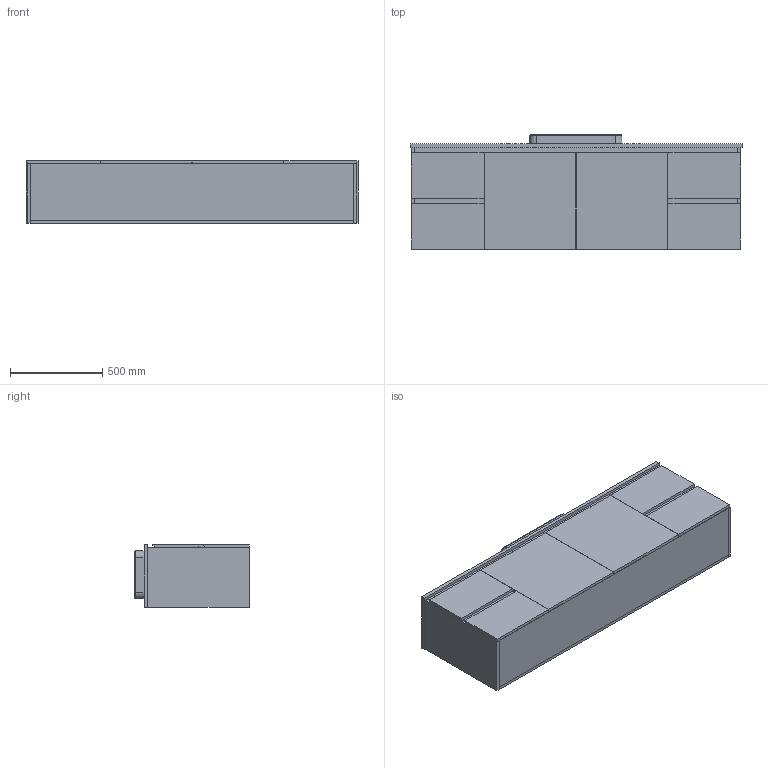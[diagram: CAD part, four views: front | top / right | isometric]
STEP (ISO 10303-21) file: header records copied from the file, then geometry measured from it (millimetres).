
FILE_DESCRIPTION (( 'STEP AP214' ), '1' );
FILE_NAME ('Ensuite Benchtop 1800 WH ASSEM.STEP', '2019-03-06T04:21:54', ( '' ), ( '' ), 'SwSTEP 2.0', 'SolidWorks 2015', '' );
FILE_SCHEMA (( 'AUTOMOTIVE_DESIGN' ));
Length unit declared in the file: millimetre
Products named in the file (3): Faith; Ensuite Benchtop 1800 WH ASSEM; Ensuite Benchtop 1800 WH
Assembly tree (2 placements, depth 2):
  Ensuite Benchtop 1800 WH ASSEM
    Ensuite Benchtop 1800 WH
    Faith
Bounding box: 1800 x 620 x 341.1 mm (x, y, z)
Volume: 72174939.4 mm3; surface area: 9364931.3 mm2
Topology: 13 solids, 13 shells, 151 faces, 364 edges, 240 vertices
Faces by surface type: plane 93, bspline 32, cylinder 16, cone 6, torus 4
Entity records: 67613 total; most frequent: CARTESIAN_POINT 63782, ORIENTED_EDGE 728, DIRECTION 562, EDGE_CURVE 364, VERTEX_POINT 240, LINE 214, VECTOR 214, AXIS2_PLACEMENT_3D 174
